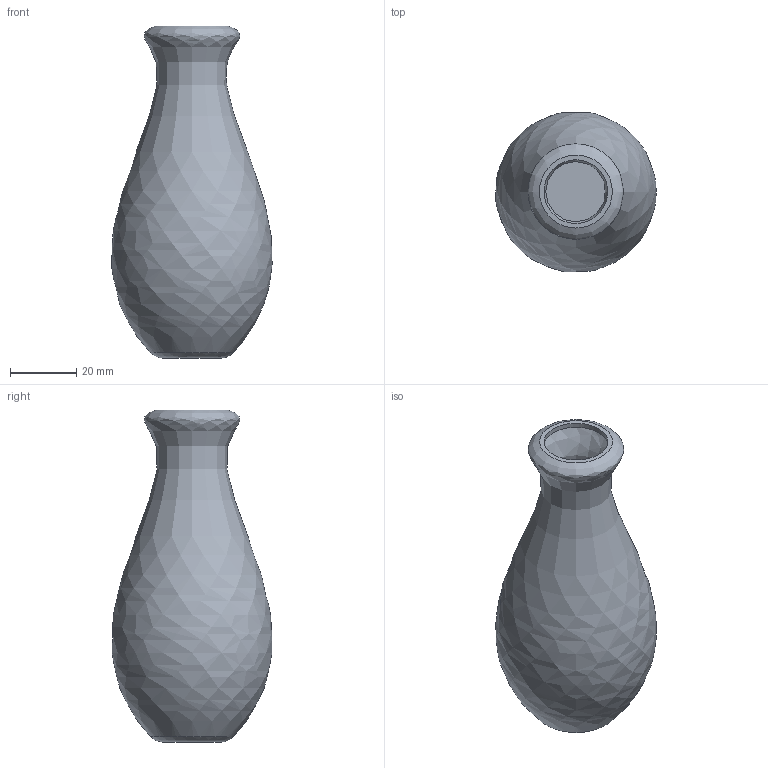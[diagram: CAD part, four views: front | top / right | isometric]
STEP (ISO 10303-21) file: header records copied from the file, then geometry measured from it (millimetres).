
FILE_DESCRIPTION(/* description */ (''),/* implementation_level */ '2;1');
FILE_NAME(/* name */ 'Bottle v6.step',/* time_stamp */ '2020-02-24T08:56:42+05:00',/* author */ (''),/* organization */ (''),/* preprocessor_version */ 'ST-DEVELOPER v18',/* originating_system */ 'Autodesk Translation Framework v8.12.0.6',/* authorisation */ '');
FILE_SCHEMA (('AUTOMOTIVE_DESIGN { 1 0 10303 214 3 1 1 }'));
Length unit declared in the file: millimetre
Products named in the file (1): Bottle
Bounding box: 48.27 x 48.18 x 100 mm (x, y, z)
Volume: 17531.9 mm3; surface area: 23485.2 mm2
Topology: 1 solids, 1 shells, 8 faces, 13 edges, 9 vertices
Faces by surface type: plane 4, bspline 3, cylinder 1
Full cylindrical faces by diameter (mm): 19.178 x1
Entity records: 898 total; most frequent: CARTESIAN_POINT 716, DIRECTION 29, ORIENTED_EDGE 26, AXIS2_PLACEMENT_3D 14, EDGE_CURVE 13, EDGE_LOOP 10, VERTEX_POINT 9, FACE_OUTER_BOUND 8
